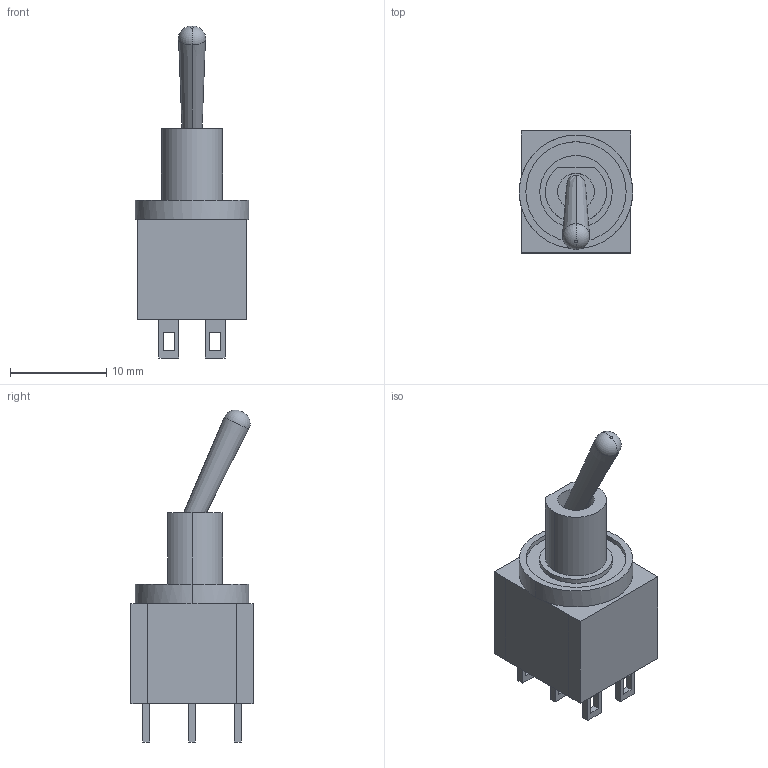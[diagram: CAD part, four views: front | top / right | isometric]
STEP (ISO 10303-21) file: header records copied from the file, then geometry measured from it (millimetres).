
FILE_DESCRIPTION (( 'STEP AP214' ), '1' );
FILE_NAME ('User Library-SW-113.STEP', '2019-03-01T14:29:39', ( '' ), ( '' ), 'SwSTEP 2.0', 'SolidWorks 2019', '' );
FILE_SCHEMA (( 'AUTOMOTIVE_DESIGN' ));
Length unit declared in the file: inch
Products named in the file (1): User Library-SW-113
Bounding box: 11.81 x 12.7 x 34.54 mm (x, y, z)
Volume: 2002.5 mm3; surface area: 1304 mm2
Topology: 1 solids, 1 shells, 89 faces, 222 edges, 146 vertices
Faces by surface type: plane 74, cylinder 11, torus 2, cone 2
Entity records: 3503 total; most frequent: CARTESIAN_POINT 464, ORIENTED_EDGE 444, DIRECTION 432, EDGE_CURVE 222, LINE 188, VECTOR 188, VERTEX_POINT 146, AXIS2_PLACEMENT_3D 122
